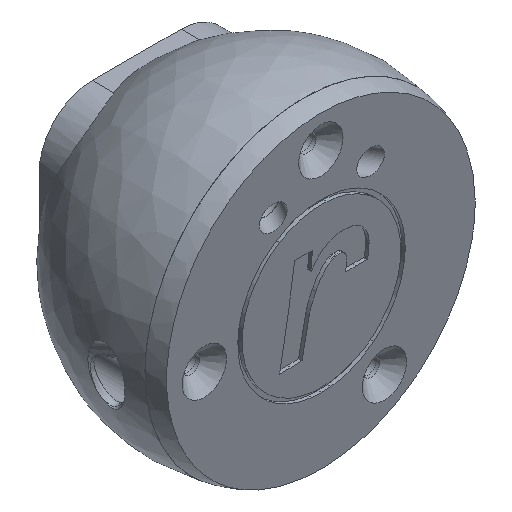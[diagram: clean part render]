
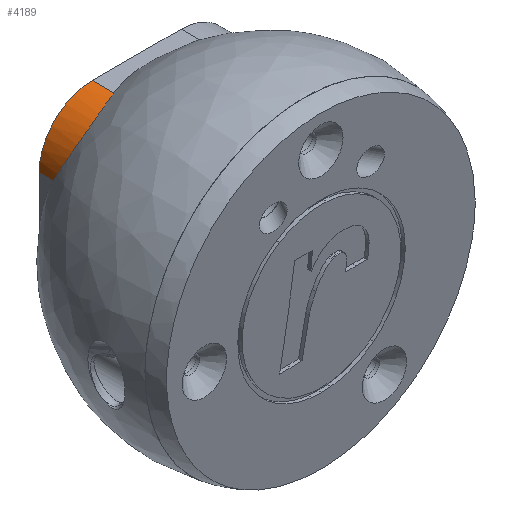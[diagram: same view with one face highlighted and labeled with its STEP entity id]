
A CAD part, isometric view. The second image highlights one B-rep face of the part: STEP entity #4189.
In plain terms, the highlighted cylindrical face has radius 6 mm (diameter 12 mm), a partial arc.
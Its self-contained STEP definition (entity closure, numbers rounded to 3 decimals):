
#258=CIRCLE('',#4329,6.);
#342=B_SPLINE_CURVE_WITH_KNOTS('',3,(#8615,#8616,#8617,#8618,#8619,#8620),
 .UNSPECIFIED.,.F.,.F.,(4,2,4),(-0.673,-0.463,-0.399),
 .UNSPECIFIED.);
#343=B_SPLINE_CURVE_WITH_KNOTS('',3,(#8622,#8623,#8624,#8625,#8626,#8627,
#8628,#8629,#8630,#8631,#8632,#8633,#8634,#8635),.UNSPECIFIED.,.F.,.F.,
(4,2,2,2,2,2,4),(-0.633,-0.52,-0.404,
-0.335,-0.27,-0.186,0.),
 .UNSPECIFIED.);
#344=B_SPLINE_CURVE_WITH_KNOTS('',3,(#8637,#8638,#8639,#8640),
 .UNSPECIFIED.,.F.,.F.,(4,4),(-0.078,0.),.UNSPECIFIED.);
#669=FACE_OUTER_BOUND('',#920,.T.);
#920=EDGE_LOOP('',(#3884,#3885,#3886,#3887,#3888,#3889));
#1127=LINE('',#6814,#1458);
#1318=LINE('',#8641,#1649);
#1458=VECTOR('',#4787,10.);
#1649=VECTOR('',#5398,10.);
#1839=VERTEX_POINT('',#6805);
#1840=VERTEX_POINT('',#6813);
#1908=VERTEX_POINT('',#7480);
#2053=VERTEX_POINT('',#8614);
#2054=VERTEX_POINT('',#8621);
#2055=VERTEX_POINT('',#8636);
#2338=EDGE_CURVE('',#1840,#1839,#1127,.T.);
#2429=EDGE_CURVE('',#1908,#1840,#258,.T.);
#2670=EDGE_CURVE('',#2053,#1839,#342,.T.);
#2671=EDGE_CURVE('',#2054,#2053,#343,.T.);
#2672=EDGE_CURVE('',#2055,#2054,#344,.T.);
#2673=EDGE_CURVE('',#1908,#2055,#1318,.T.);
#3884=ORIENTED_EDGE('',*,*,#2429,.T.);
#3885=ORIENTED_EDGE('',*,*,#2338,.T.);
#3886=ORIENTED_EDGE('',*,*,#2670,.F.);
#3887=ORIENTED_EDGE('',*,*,#2671,.F.);
#3888=ORIENTED_EDGE('',*,*,#2672,.F.);
#3889=ORIENTED_EDGE('',*,*,#2673,.F.);
#3969=CYLINDRICAL_SURFACE('',#4485,6.);
#4189=ADVANCED_FACE('',(#669),#3969,.T.);
#4329=AXIS2_PLACEMENT_3D('',#7481,#4945,#4946);
#4485=AXIS2_PLACEMENT_3D('',#8613,#5396,#5397);
#4787=DIRECTION('',(0.,-1.,0.));
#4945=DIRECTION('center_axis',(0.,-1.,0.));
#4946=DIRECTION('ref_axis',(-1.,0.,0.));
#5396=DIRECTION('center_axis',(0.,-1.,0.));
#5397=DIRECTION('ref_axis',(-1.,0.,0.));
#5398=DIRECTION('',(0.,-1.,0.));
#6805=CARTESIAN_POINT('',(4.75,-3.868,-6.253));
#6813=CARTESIAN_POINT('',(4.75,-2.25,-6.253));
#6814=CARTESIAN_POINT('',(4.75,-1.95,-6.253));
#7480=CARTESIAN_POINT('',(10.75,-2.25,-0.253));
#7481=CARTESIAN_POINT('Origin',(10.75,-2.25,-6.253));
#8613=CARTESIAN_POINT('Origin',(10.75,-1.95,-6.253));
#8614=CARTESIAN_POINT('',(5.267,-4.95,-3.817));
#8615=CARTESIAN_POINT('Ctrl Pts',(5.267,-4.95,-3.817));
#8616=CARTESIAN_POINT('Ctrl Pts',(4.998,-4.727,-4.422));
#8617=CARTESIAN_POINT('Ctrl Pts',(4.838,-4.453,-5.053));
#8618=CARTESIAN_POINT('Ctrl Pts',(4.759,-4.059,-5.872));
#8619=CARTESIAN_POINT('Ctrl Pts',(4.75,-3.964,-6.063));
#8620=CARTESIAN_POINT('Ctrl Pts',(4.75,-3.868,-6.253));
#8621=CARTESIAN_POINT('',(10.02,-4.95,-0.297));
#8622=CARTESIAN_POINT('Ctrl Pts',(10.02,-4.95,-0.297));
#8623=CARTESIAN_POINT('Ctrl Pts',(9.667,-5.072,-0.341));
#8624=CARTESIAN_POINT('Ctrl Pts',(9.313,-5.179,-0.416));
#8625=CARTESIAN_POINT('Ctrl Pts',(8.605,-5.352,-0.637));
#8626=CARTESIAN_POINT('Ctrl Pts',(8.256,-5.417,-0.782));
#8627=CARTESIAN_POINT('Ctrl Pts',(7.715,-5.48,-1.072));
#8628=CARTESIAN_POINT('Ctrl Pts',(7.518,-5.494,-1.193));
#8629=CARTESIAN_POINT('Ctrl Pts',(7.151,-5.503,-1.447));
#8630=CARTESIAN_POINT('Ctrl Pts',(6.982,-5.498,-1.579));
#8631=CARTESIAN_POINT('Ctrl Pts',(6.608,-5.47,-1.903));
#8632=CARTESIAN_POINT('Ctrl Pts',(6.41,-5.44,-2.101));
#8633=CARTESIAN_POINT('Ctrl Pts',(5.826,-5.302,-2.771));
#8634=CARTESIAN_POINT('Ctrl Pts',(5.505,-5.147,-3.281));
#8635=CARTESIAN_POINT('Ctrl Pts',(5.267,-4.95,-3.817));
#8636=CARTESIAN_POINT('',(10.75,-4.674,-0.253));
#8637=CARTESIAN_POINT('Ctrl Pts',(10.75,-4.674,-0.253));
#8638=CARTESIAN_POINT('Ctrl Pts',(10.509,-4.773,-0.253));
#8639=CARTESIAN_POINT('Ctrl Pts',(10.265,-4.865,-0.267));
#8640=CARTESIAN_POINT('Ctrl Pts',(10.02,-4.95,-0.297));
#8641=CARTESIAN_POINT('',(10.75,-1.95,-0.253));
